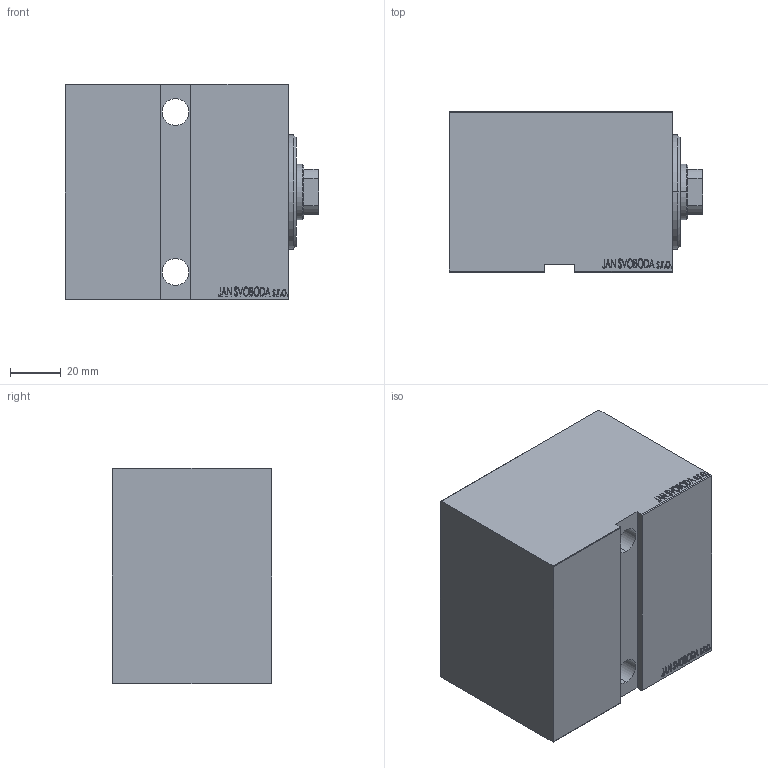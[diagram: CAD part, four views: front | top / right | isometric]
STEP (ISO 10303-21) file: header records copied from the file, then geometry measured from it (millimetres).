
FILE_DESCRIPTION (( 'STEP AP203' ), '1' );
FILE_NAME ('e18e.STEP', '2021-03-19T08:33:44', ( '' ), ( '' ), 'SwSTEP 2.0', 'SolidWorks 2019', '' );
FILE_SCHEMA (( 'CONFIG_CONTROL_DESIGN' ));
Length unit declared in the file: millimetre
Products named in the file (4): e18e; V450CM_E_VCP b096cb014032bdb2d50dc445ce8f24a8; V450CM_VC_B b096cb014032bdb2d50dc445ce8f24a8; V450CM_E b096cb014032bdb2d50dc445ce8f24a8
Assembly tree (3 placements, depth 2):
  e18e
    V450CM_E b096cb014032bdb2d50dc445ce8f24a8
    V450CM_E_VCP b096cb014032bdb2d50dc445ce8f24a8
    V450CM_VC_B b096cb014032bdb2d50dc445ce8f24a8
Bounding box: 100 x 63 x 85 mm (x, y, z)
Volume: 421467 mm3; surface area: 70866.9 mm2
Topology: 3 solids, 3 shells, 851 faces, 2184 edges, 1449 vertices
Faces by surface type: plane 411, bspline 380, cylinder 46, cone 14
Entity records: 42938 total; most frequent: CARTESIAN_POINT 24348, ORIENTED_EDGE 4364, DIRECTION 2476, EDGE_CURVE 2182, VERTEX_POINT 1449, LINE 1306, VECTOR 1306, EDGE_LOOP 969
